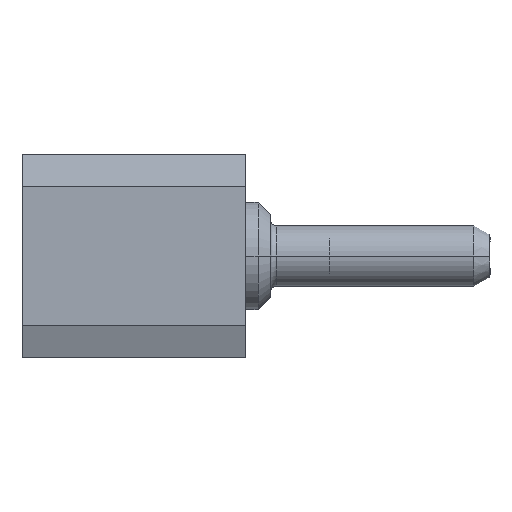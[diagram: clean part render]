
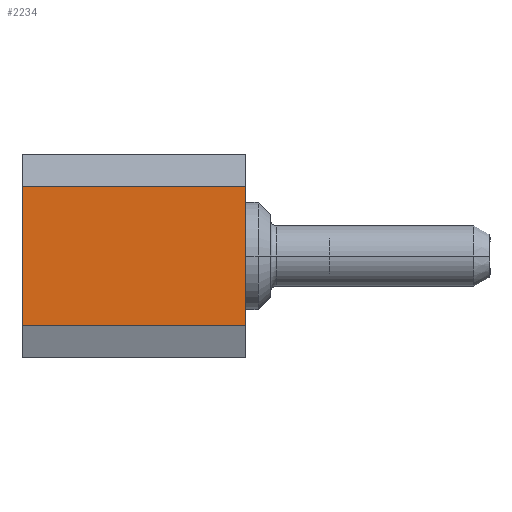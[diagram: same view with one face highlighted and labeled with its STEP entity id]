
A CAD part, left-side view. The second image highlights one B-rep face of the part: STEP entity #2234.
In plain terms, the highlighted planar face has unit normal (-1, 0, 0).
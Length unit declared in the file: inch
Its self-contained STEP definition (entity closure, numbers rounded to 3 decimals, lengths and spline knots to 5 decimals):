
#305 = DIRECTION ( 'NONE',  ( 0., 0., 1. ) ) ;
#329 = CARTESIAN_POINT ( 'NONE',  ( -0.01203, 0., -0.01575 ) ) ;
#1208 = VECTOR ( 'NONE', #305, 39.37008 ) ;
#1291 = VERTEX_POINT ( 'NONE', #4570 ) ;
#1672 = ORIENTED_EDGE ( 'NONE', *, *, #2596, .F. ) ;
#1678 = CARTESIAN_POINT ( 'NONE',  ( -0.01203, -0.11, -0.08425 ) ) ;
#1740 = VECTOR ( 'NONE', #6631, 39.37008 ) ;
#1774 = ORIENTED_EDGE ( 'NONE', *, *, #5625, .T. ) ;
#2234 = ADVANCED_FACE ( 'NONE', ( #2616 ), #2653, .T. ) ;
#2296 = DIRECTION ( 'NONE',  ( 0., 1., 0. ) ) ;
#2412 = CARTESIAN_POINT ( 'NONE',  ( -0.01203, 0., -0.08425 ) ) ;
#2596 = EDGE_CURVE ( 'NONE', #4499, #1291, #5104, .T. ) ;
#2616 = FACE_OUTER_BOUND ( 'NONE', #6629, .T. ) ;
#2653 = PLANE ( 'NONE',  #5309 ) ;
#2901 = VERTEX_POINT ( 'NONE', #329 ) ;
#3349 = EDGE_CURVE ( 'NONE', #4797, #2901, #5917, .T. ) ;
#3463 = CARTESIAN_POINT ( 'NONE',  ( -0.01203, -0.11, -0.01575 ) ) ;
#3512 = CARTESIAN_POINT ( 'NONE',  ( -0.01203, -0.11, -0.08425 ) ) ;
#3533 = DIRECTION ( 'NONE',  ( -1., 0., 0. ) ) ;
#4069 = VECTOR ( 'NONE', #2296, 39.37008 ) ;
#4206 = DIRECTION ( 'NONE',  ( 0., 0., 1. ) ) ;
#4271 = LINE ( 'NONE', #5849, #6563 ) ;
#4276 = EDGE_CURVE ( 'NONE', #1291, #2901, #5874, .T. ) ;
#4499 = VERTEX_POINT ( 'NONE', #1678 ) ;
#4570 = CARTESIAN_POINT ( 'NONE',  ( -0.01203, 0., -0.08425 ) ) ;
#4728 = ORIENTED_EDGE ( 'NONE', *, *, #3349, .T. ) ;
#4797 = VERTEX_POINT ( 'NONE', #3463 ) ;
#4936 = CARTESIAN_POINT ( 'NONE',  ( -0.01203, -0.11, -0.01575 ) ) ;
#5104 = LINE ( 'NONE', #3512, #1740 ) ;
#5309 = AXIS2_PLACEMENT_3D ( 'NONE', #5632, #3533, #6206 ) ;
#5625 = EDGE_CURVE ( 'NONE', #4499, #4797, #4271, .T. ) ;
#5632 = CARTESIAN_POINT ( 'NONE',  ( -0.01203, -0.11, -0.08425 ) ) ;
#5849 = CARTESIAN_POINT ( 'NONE',  ( -0.01203, -0.11, -0.08425 ) ) ;
#5874 = LINE ( 'NONE', #2412, #1208 ) ;
#5917 = LINE ( 'NONE', #4936, #4069 ) ;
#6206 = DIRECTION ( 'NONE',  ( 0., 0., 1. ) ) ;
#6341 = ORIENTED_EDGE ( 'NONE', *, *, #4276, .F. ) ;
#6563 = VECTOR ( 'NONE', #4206, 39.37008 ) ;
#6629 = EDGE_LOOP ( 'NONE', ( #6341, #1672, #1774, #4728 ) ) ;
#6631 = DIRECTION ( 'NONE',  ( 0., 1., 0. ) ) ;
